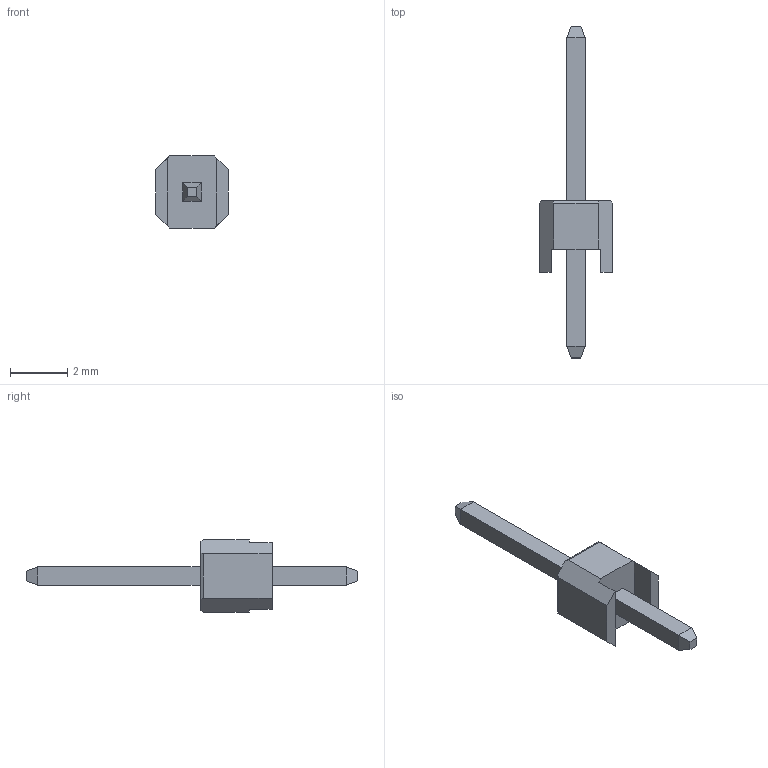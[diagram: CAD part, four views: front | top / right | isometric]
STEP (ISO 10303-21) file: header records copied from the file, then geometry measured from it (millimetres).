
FILE_DESCRIPTION (( 'STEP AP214' ), '1' );
FILE_NAME ('E732B72C-4347-4E12-9265-D0C41643C37D.STEP', '2022-11-25T19:22:16', ( '' ), ( '' ), 'SwSTEP 2.0', 'SolidWorks 2022', '' );
FILE_SCHEMA (( 'AUTOMOTIVE_DESIGN' ));
Length unit declared in the file: millimetre
Products named in the file (1): E732B72C-4347-4E12-9265-D0C41643C37D
Bounding box: 2.54 x 11.6 x 2.54 mm (x, y, z)
Volume: 15.3 mm3; surface area: 68 mm2
Topology: 2 solids, 2 shells, 36 faces, 88 edges, 56 vertices
Faces by surface type: plane 36
Entity records: 1240 total; most frequent: CARTESIAN_POINT 181, ORIENTED_EDGE 176, DIRECTION 162, EDGE_CURVE 88, VECTOR 88, LINE 88, VERTEX_POINT 56, EDGE_LOOP 38
